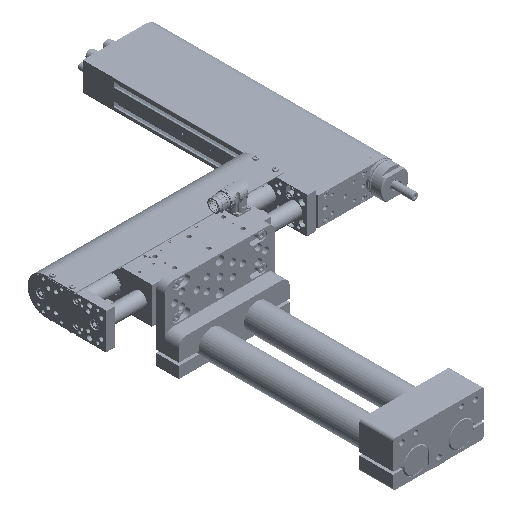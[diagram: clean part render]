
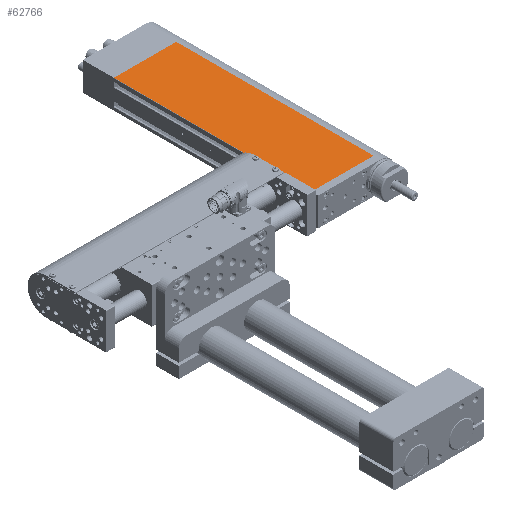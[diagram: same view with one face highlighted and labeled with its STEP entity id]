
A CAD part, isometric view. The second image highlights one B-rep face of the part: STEP entity #62766.
In plain terms, the highlighted face is planar.
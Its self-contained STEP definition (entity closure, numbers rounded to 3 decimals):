
#425 = DIRECTION ( 'NONE',  ( 0., 0., -1. ) ) ;
#441 = PLANE ( 'NONE',  #221252 ) ;
#1759 = DIRECTION ( 'NONE',  ( -1., 0., 0. ) ) ;
#2168 = VECTOR ( 'NONE', #1759, 1000. ) ;
#3886 = VECTOR ( 'NONE', #214148, 1000. ) ;
#10076 = EDGE_CURVE ( 'NONE', #134930, #136426, #237537, .T. ) ;
#35441 = ORIENTED_EDGE ( 'NONE', *, *, #87254, .T. ) ;
#62766 = ADVANCED_FACE ( 'NONE', ( #189015 ), #441, .F. ) ;
#82892 = ORIENTED_EDGE ( 'NONE', *, *, #116742, .T. ) ;
#87254 = EDGE_CURVE ( 'NONE', #217834, #244706, #175163, .T. ) ;
#94095 = EDGE_LOOP ( 'NONE', ( #222502, #155542, #82892, #35441 ) ) ;
#100600 = DIRECTION ( 'NONE',  ( 1., 0., 0. ) ) ;
#110644 = CARTESIAN_POINT ( 'NONE',  ( 67., 25., 347. ) ) ;
#112434 = DIRECTION ( 'NONE',  ( -1., 0., 0. ) ) ;
#116742 = EDGE_CURVE ( 'NONE', #136426, #217834, #156355, .T. ) ;
#130128 = EDGE_CURVE ( 'NONE', #134930, #244706, #150136, .T. ) ;
#133740 = CARTESIAN_POINT ( 'NONE',  ( 67., 25., 347. ) ) ;
#134930 = VERTEX_POINT ( 'NONE', #110644 ) ;
#136426 = VERTEX_POINT ( 'NONE', #142052 ) ;
#142052 = CARTESIAN_POINT ( 'NONE',  ( 67., 25., 0. ) ) ;
#150136 = LINE ( 'NONE', #171393, #171781 ) ;
#155542 = ORIENTED_EDGE ( 'NONE', *, *, #10076, .T. ) ;
#156355 = LINE ( 'NONE', #232962, #2168 ) ;
#171393 = CARTESIAN_POINT ( 'NONE',  ( -67.5, 25., 347. ) ) ;
#171781 = VECTOR ( 'NONE', #112434, 1000. ) ;
#175163 = LINE ( 'NONE', #196564, #3886 ) ;
#189015 = FACE_OUTER_BOUND ( 'NONE', #94095, .T. ) ;
#196564 = CARTESIAN_POINT ( 'NONE',  ( -42.5, 25., 347. ) ) ;
#201959 = CARTESIAN_POINT ( 'NONE',  ( -42.5, 25., 0. ) ) ;
#208664 = CARTESIAN_POINT ( 'NONE',  ( -42.5, 25., 347. ) ) ;
#214148 = DIRECTION ( 'NONE',  ( 0., 0., 1. ) ) ;
#216246 = DIRECTION ( 'NONE',  ( 0., -1., 0. ) ) ;
#217834 = VERTEX_POINT ( 'NONE', #201959 ) ;
#221252 = AXIS2_PLACEMENT_3D ( 'NONE', #236330, #216246, #100600 ) ;
#222502 = ORIENTED_EDGE ( 'NONE', *, *, #130128, .F. ) ;
#223129 = VECTOR ( 'NONE', #425, 1000. ) ;
#232962 = CARTESIAN_POINT ( 'NONE',  ( -67.5, 25., 0. ) ) ;
#236330 = CARTESIAN_POINT ( 'NONE',  ( -67.5, 25., 347. ) ) ;
#237537 = LINE ( 'NONE', #133740, #223129 ) ;
#244706 = VERTEX_POINT ( 'NONE', #208664 ) ;
